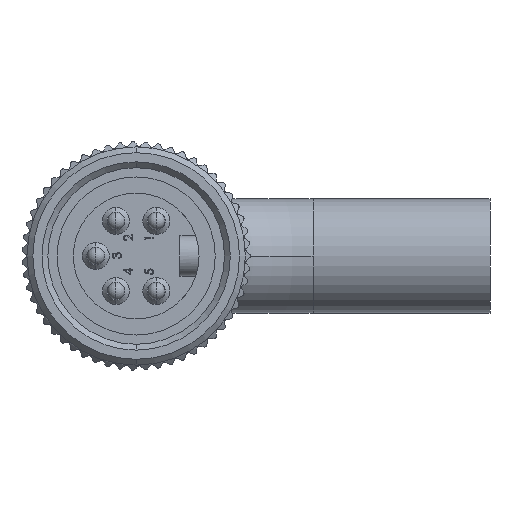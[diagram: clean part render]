
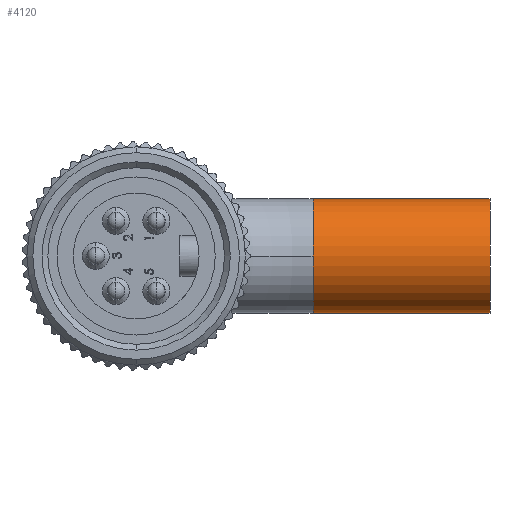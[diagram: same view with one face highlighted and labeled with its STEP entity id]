
A CAD part, left-side view. The second image highlights one B-rep face of the part: STEP entity #4120.
In plain terms, the highlighted cylindrical face has radius 6.465 mm (diameter 12.93 mm), a partial arc.
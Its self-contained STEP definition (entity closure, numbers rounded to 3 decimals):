
#93 = CARTESIAN_POINT ( 'NONE',  ( 72.195, -40., 0. ) ) ;
#552 = VERTEX_POINT ( 'NONE', #10214 ) ;
#1224 = EDGE_CURVE ( 'NONE', #15298, #8107, #16132, .T. ) ;
#1855 = DIRECTION ( 'NONE',  ( 0., 0., -1. ) ) ;
#2385 = CARTESIAN_POINT ( 'NONE',  ( 72.195, -20., -6.465 ) ) ;
#3036 = ORIENTED_EDGE ( 'NONE', *, *, #1224, .T. ) ;
#3169 = DIRECTION ( 'NONE',  ( 0., -1., 0. ) ) ;
#4120 = ADVANCED_FACE ( 'NONE', ( #14180 ), #18199, .T. ) ;
#4430 = EDGE_LOOP ( 'NONE', ( #16593, #10160, #18586, #3036, #8377 ) ) ;
#5998 = DIRECTION ( 'NONE',  ( 0., -1., 0. ) ) ;
#7642 = LINE ( 'NONE', #8325, #17343 ) ;
#8107 = VERTEX_POINT ( 'NONE', #16807 ) ;
#8252 = CIRCLE ( 'NONE', #22243, 6.465 ) ;
#8325 = CARTESIAN_POINT ( 'NONE',  ( 72.195, -20., 6.465 ) ) ;
#8377 = ORIENTED_EDGE ( 'NONE', *, *, #9913, .F. ) ;
#8766 = CARTESIAN_POINT ( 'NONE',  ( 72.195, -20., 0. ) ) ;
#9137 = CIRCLE ( 'NONE', #13201, 6.465 ) ;
#9424 = CARTESIAN_POINT ( 'NONE',  ( 72.195, -20., 6.465 ) ) ;
#9913 = EDGE_CURVE ( 'NONE', #17533, #8107, #9137, .T. ) ;
#10160 = ORIENTED_EDGE ( 'NONE', *, *, #18328, .T. ) ;
#10214 = CARTESIAN_POINT ( 'NONE',  ( 65.73, -20., 0. ) ) ;
#10523 = DIRECTION ( 'NONE',  ( 0., -1., 0. ) ) ;
#11238 = AXIS2_PLACEMENT_3D ( 'NONE', #8766, #10523, #12273 ) ;
#12273 = DIRECTION ( 'NONE',  ( 0., 0., -1. ) ) ;
#12360 = DIRECTION ( 'NONE',  ( 0., -1., 0. ) ) ;
#12877 = DIRECTION ( 'NONE',  ( 0., -1., 0. ) ) ;
#13201 = AXIS2_PLACEMENT_3D ( 'NONE', #93, #12360, #1855 ) ;
#13627 = CARTESIAN_POINT ( 'NONE',  ( 72.195, -20., 0. ) ) ;
#14180 = FACE_OUTER_BOUND ( 'NONE', #4430, .T. ) ;
#14462 = CARTESIAN_POINT ( 'NONE',  ( 72.195, -40., 6.465 ) ) ;
#15143 = VERTEX_POINT ( 'NONE', #9424 ) ;
#15298 = VERTEX_POINT ( 'NONE', #20176 ) ;
#15325 = DIRECTION ( 'NONE',  ( 0., 0., -1. ) ) ;
#16132 = LINE ( 'NONE', #2385, #20178 ) ;
#16329 = CARTESIAN_POINT ( 'NONE',  ( 72.195, -20., 0. ) ) ;
#16593 = ORIENTED_EDGE ( 'NONE', *, *, #21216, .F. ) ;
#16807 = CARTESIAN_POINT ( 'NONE',  ( 72.195, -40., -6.465 ) ) ;
#17343 = VECTOR ( 'NONE', #18729, 1000. ) ;
#17533 = VERTEX_POINT ( 'NONE', #14462 ) ;
#17577 = EDGE_CURVE ( 'NONE', #552, #15298, #8252, .T. ) ;
#18055 = DIRECTION ( 'NONE',  ( 0., 0., -1. ) ) ;
#18199 = CYLINDRICAL_SURFACE ( 'NONE', #11238, 6.465 ) ;
#18328 = EDGE_CURVE ( 'NONE', #15143, #552, #21781, .T. ) ;
#18586 = ORIENTED_EDGE ( 'NONE', *, *, #17577, .T. ) ;
#18729 = DIRECTION ( 'NONE',  ( 0., -1., 0. ) ) ;
#20176 = CARTESIAN_POINT ( 'NONE',  ( 72.195, -20., -6.465 ) ) ;
#20178 = VECTOR ( 'NONE', #12877, 1000. ) ;
#21216 = EDGE_CURVE ( 'NONE', #15143, #17533, #7642, .T. ) ;
#21781 = CIRCLE ( 'NONE', #22539, 6.465 ) ;
#22243 = AXIS2_PLACEMENT_3D ( 'NONE', #16329, #5998, #18055 ) ;
#22539 = AXIS2_PLACEMENT_3D ( 'NONE', #13627, #3169, #15325 ) ;
